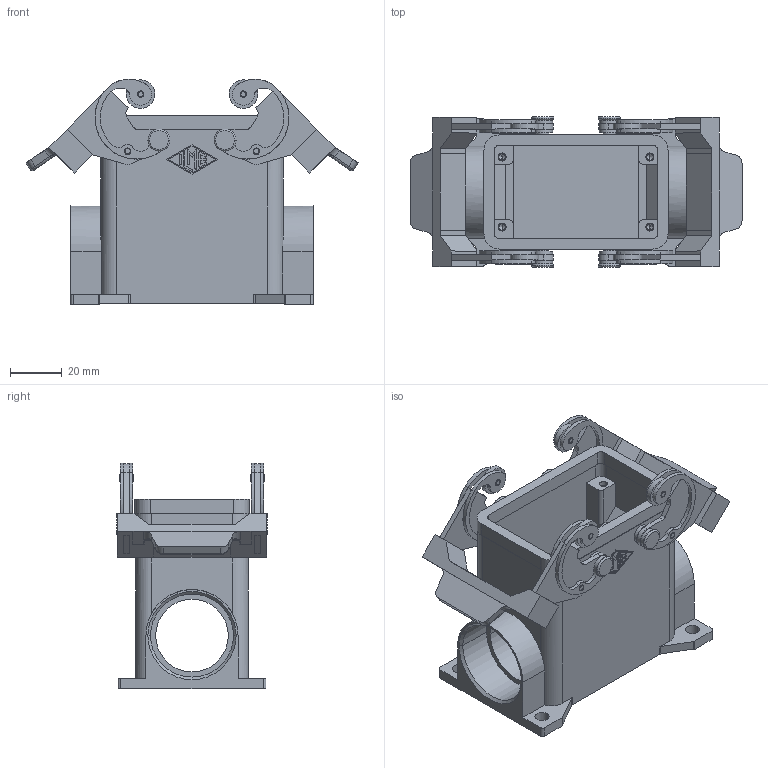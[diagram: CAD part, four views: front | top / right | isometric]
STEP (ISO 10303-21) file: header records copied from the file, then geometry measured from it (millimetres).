
FILE_DESCRIPTION(('Creo Elements/Direct Modeling STEP Export'),'2;1');
FILE_NAME('0lndrp34h9klkc61572','2018-02-19T 9:22:36',(''),(''),'PTC Creo Elements/Direct Modeling STEP processor for AP214 (Solid Model)','PTC Creo Elements/Direct Modeling 19.0E 27-Jun-2016 (C) Parametric Technology GmbH','');
FILE_SCHEMA(('AUTOMOTIVE_DESIGN { 1 0 10303 214 1 1 1 1 }'));
Length unit declared in the file: millimetre
Products named in the file (1): MAPW_10.232
Bounding box: 127.99 x 58 x 86.94 mm (x, y, z)
Volume: 7.1 mm3; surface area: 57611.3 mm2
Topology: 5 solids, 8 shells, 630 faces, 1708 edges, 1134 vertices
Faces by surface type: plane 316, cylinder 242, torus 48, bspline 12, cone 12
Full cylindrical faces by diameter (mm): 2 x7
Entity records: 21272 total; most frequent: CARTESIAN_POINT 5359, ORIENTED_EDGE 3386, DIRECTION 3341, EDGE_CURVE 1693, AXIS2_PLACEMENT_3D 1232, VERTEX_POINT 1130, VECTOR 877, LINE 877
